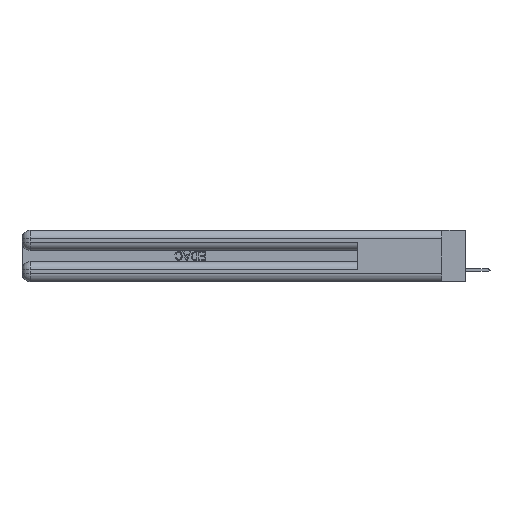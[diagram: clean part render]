
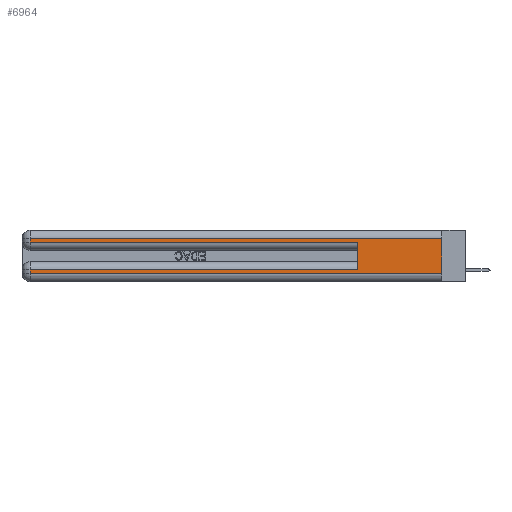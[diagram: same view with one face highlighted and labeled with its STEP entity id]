
A CAD part, left-side view. The second image highlights one B-rep face of the part: STEP entity #6964.
In plain terms, the highlighted planar face has unit normal (-1, 0, 0).
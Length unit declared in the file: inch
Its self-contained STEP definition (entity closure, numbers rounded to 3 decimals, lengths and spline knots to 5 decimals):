
#1754 = VECTOR ( 'NONE', #18352, 39.37008 ) ;
#3077 = EDGE_CURVE ( 'NONE', #14118, #31743, #6532, .T. ) ;
#3888 = CARTESIAN_POINT ( 'NONE',  ( 0., 0., 0.285 ) ) ;
#4058 = CARTESIAN_POINT ( 'NONE',  ( 0., 2.94, 0.37 ) ) ;
#4369 = CARTESIAN_POINT ( 'NONE',  ( 0., 2.94, 0.085 ) ) ;
#4726 = CARTESIAN_POINT ( 'NONE',  ( 0., 2.94, 0.37 ) ) ;
#4891 = EDGE_CURVE ( 'NONE', #29068, #51900, #28771, .T. ) ;
#5711 = ORIENTED_EDGE ( 'NONE', *, *, #21338, .T. ) ;
#5985 = CARTESIAN_POINT ( 'NONE',  ( 0., 0.6, 0.085 ) ) ;
#6363 = EDGE_CURVE ( 'NONE', #50266, #51900, #22251, .T. ) ;
#6532 = LINE ( 'NONE', #37031, #11110 ) ;
#6964 = ADVANCED_FACE ( 'NONE', ( #31326 ), #13170, .F. ) ;
#7696 = EDGE_CURVE ( 'NONE', #52198, #51896, #31931, .T. ) ;
#8899 = DIRECTION ( 'NONE',  ( 0., 1., 0. ) ) ;
#10069 = EDGE_CURVE ( 'NONE', #51896, #29068, #30965, .T. ) ;
#10685 = VECTOR ( 'NONE', #34551, 39.37008 ) ;
#11110 = VECTOR ( 'NONE', #11527, 39.37008 ) ;
#11527 = DIRECTION ( 'NONE',  ( 0., -1., 0. ) ) ;
#12621 = LINE ( 'NONE', #42561, #10685 ) ;
#13170 = PLANE ( 'NONE',  #26964 ) ;
#13904 = CARTESIAN_POINT ( 'NONE',  ( 0., 0., 0.37 ) ) ;
#14118 = VERTEX_POINT ( 'NONE', #28886 ) ;
#17422 = DIRECTION ( 'NONE',  ( 1., 0., 0. ) ) ;
#17932 = ORIENTED_EDGE ( 'NONE', *, *, #3077, .T. ) ;
#18352 = DIRECTION ( 'NONE',  ( 0., -1., 0. ) ) ;
#18545 = CARTESIAN_POINT ( 'NONE',  ( 0., 2.94, 0.285 ) ) ;
#18791 = VERTEX_POINT ( 'NONE', #4369 ) ;
#21022 = CARTESIAN_POINT ( 'NONE',  ( 0., 0., 0.31 ) ) ;
#21338 = EDGE_CURVE ( 'NONE', #50266, #18791, #12621, .T. ) ;
#22251 = LINE ( 'NONE', #29200, #49111 ) ;
#23507 = CARTESIAN_POINT ( 'NONE',  ( 0., 0., 0.37 ) ) ;
#24698 = LINE ( 'NONE', #4058, #40359 ) ;
#25774 = ORIENTED_EDGE ( 'NONE', *, *, #10069, .T. ) ;
#26964 = AXIS2_PLACEMENT_3D ( 'NONE', #13904, #17422, #51110 ) ;
#28771 = LINE ( 'NONE', #3888, #1754 ) ;
#28886 = CARTESIAN_POINT ( 'NONE',  ( 0., 2.94, 0.06 ) ) ;
#29068 = VERTEX_POINT ( 'NONE', #18545 ) ;
#29200 = CARTESIAN_POINT ( 'NONE',  ( 0., 0.6, 0.145 ) ) ;
#29241 = CARTESIAN_POINT ( 'NONE',  ( 0., 0.6, 0.285 ) ) ;
#29362 = LINE ( 'NONE', #23507, #44404 ) ;
#30965 = LINE ( 'NONE', #4726, #35582 ) ;
#31326 = FACE_OUTER_BOUND ( 'NONE', #50135, .T. ) ;
#31371 = ORIENTED_EDGE ( 'NONE', *, *, #6363, .F. ) ;
#31743 = VERTEX_POINT ( 'NONE', #42952 ) ;
#31931 = LINE ( 'NONE', #21022, #35219 ) ;
#33664 = CARTESIAN_POINT ( 'NONE',  ( 0., 2.94, 0.31 ) ) ;
#33925 = DIRECTION ( 'NONE',  ( 0., 0., -1. ) ) ;
#33928 = ORIENTED_EDGE ( 'NONE', *, *, #47011, .T. ) ;
#34551 = DIRECTION ( 'NONE',  ( 0., 1., 0. ) ) ;
#35219 = VECTOR ( 'NONE', #8899, 39.37008 ) ;
#35582 = VECTOR ( 'NONE', #33925, 39.37008 ) ;
#37031 = CARTESIAN_POINT ( 'NONE',  ( 0., 0., 0.06 ) ) ;
#37279 = DIRECTION ( 'NONE',  ( 0., 0., -1. ) ) ;
#40298 = ORIENTED_EDGE ( 'NONE', *, *, #4891, .T. ) ;
#40359 = VECTOR ( 'NONE', #37279, 39.37008 ) ;
#42561 = CARTESIAN_POINT ( 'NONE',  ( 0., 0., 0.085 ) ) ;
#42952 = CARTESIAN_POINT ( 'NONE',  ( 0., 0., 0.06 ) ) ;
#44320 = DIRECTION ( 'NONE',  ( 0., 0., -1. ) ) ;
#44404 = VECTOR ( 'NONE', #44320, 39.37008 ) ;
#45077 = CARTESIAN_POINT ( 'NONE',  ( 0., 0., 0.31 ) ) ;
#45449 = EDGE_CURVE ( 'NONE', #52198, #31743, #29362, .T. ) ;
#46011 = DIRECTION ( 'NONE',  ( 0., 0., 1. ) ) ;
#47011 = EDGE_CURVE ( 'NONE', #18791, #14118, #24698, .T. ) ;
#49111 = VECTOR ( 'NONE', #46011, 39.37008 ) ;
#50135 = EDGE_LOOP ( 'NONE', ( #53249, #53782, #25774, #40298, #31371, #5711, #33928, #17932 ) ) ;
#50266 = VERTEX_POINT ( 'NONE', #5985 ) ;
#51110 = DIRECTION ( 'NONE',  ( 0., 0., -1. ) ) ;
#51896 = VERTEX_POINT ( 'NONE', #33664 ) ;
#51900 = VERTEX_POINT ( 'NONE', #29241 ) ;
#52198 = VERTEX_POINT ( 'NONE', #45077 ) ;
#53249 = ORIENTED_EDGE ( 'NONE', *, *, #45449, .F. ) ;
#53782 = ORIENTED_EDGE ( 'NONE', *, *, #7696, .T. ) ;
